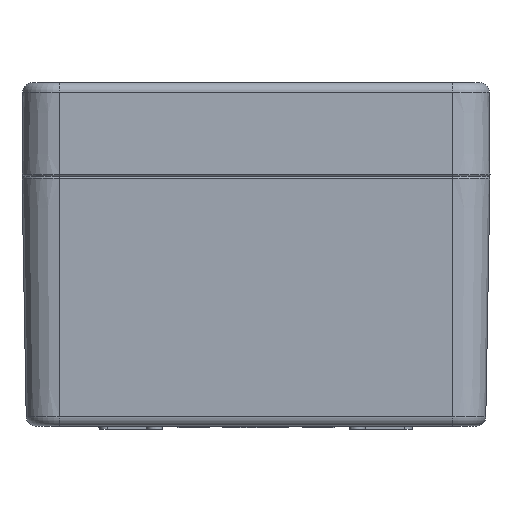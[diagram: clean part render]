
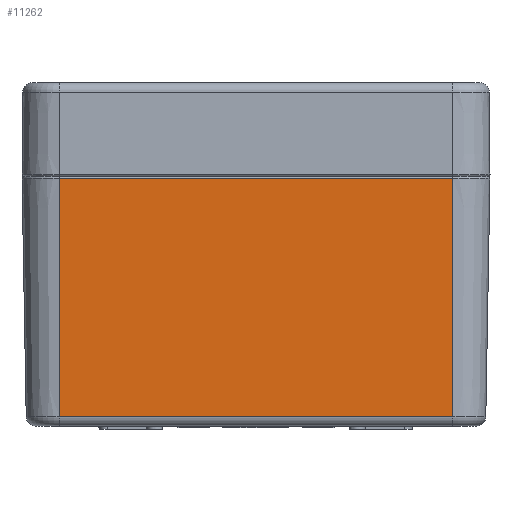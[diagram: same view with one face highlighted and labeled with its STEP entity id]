
A CAD part, left-side view. The second image highlights one B-rep face of the part: STEP entity #11262.
In plain terms, the highlighted planar face has unit normal (-1, 0, -0.018).
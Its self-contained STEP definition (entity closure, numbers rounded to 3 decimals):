
#7392=CARTESIAN_POINT('',(-94.995,-31.5,-0.305));
#7393=VERTEX_POINT('',#7392);
#7418=CARTESIAN_POINT('',(-94.995,31.5,-0.305));
#7419=VERTEX_POINT('',#7418);
#7427=CARTESIAN_POINT('',(-94.995,31.5,-0.305));
#7428=DIRECTION('',(0.0,-1.0,0.0));
#7429=VECTOR('',#7428,63.);
#7430=LINE('',#7427,#7429);
#7431=EDGE_CURVE('',#7419,#7393,#7430,.T.);
#11093=CARTESIAN_POINT('',(-94.328,-31.5,-38.526));
#11094=VERTEX_POINT('',#11093);
#11137=CARTESIAN_POINT('',(-94.328,31.5,-38.526));
#11138=VERTEX_POINT('',#11137);
#11148=CARTESIAN_POINT('',(-94.328,-31.5,-38.526));
#11149=DIRECTION('',(0.0,1.0,0.0));
#11150=VECTOR('',#11149,63.);
#11151=LINE('',#11148,#11150);
#11152=EDGE_CURVE('',#11094,#11138,#11151,.T.);
#11237=CARTESIAN_POINT('',(-94.995,31.5,-0.305));
#11238=DIRECTION('',(0.017,0.0,-1.));
#11239=VECTOR('',#11238,38.227);
#11240=LINE('',#11237,#11239);
#11241=EDGE_CURVE('',#7419,#11138,#11240,.T.);
#11246=CARTESIAN_POINT('',(-95.,31.5,0.0));
#11247=DIRECTION('',(-1.,0.0,-0.017));
#11248=DIRECTION('',(0.0,1.0,0.0));
#11249=AXIS2_PLACEMENT_3D('',#11246,#11247,#11248);
#11250=PLANE('',#11249);
#11251=ORIENTED_EDGE('',*,*,#7431,.F.);
#11252=ORIENTED_EDGE('',*,*,#11241,.T.);
#11253=ORIENTED_EDGE('',*,*,#11152,.F.);
#11254=CARTESIAN_POINT('',(-94.995,-31.5,-0.305));
#11255=DIRECTION('',(0.017,0.0,-1.));
#11256=VECTOR('',#11255,38.227);
#11257=LINE('',#11254,#11256);
#11258=EDGE_CURVE('',#7393,#11094,#11257,.T.);
#11259=ORIENTED_EDGE('',*,*,#11258,.F.);
#11260=EDGE_LOOP('',(#11251,#11252,#11253,#11259));
#11261=FACE_OUTER_BOUND('',#11260,.T.);
#11262=ADVANCED_FACE('',(#11261),#11250,.T.);
